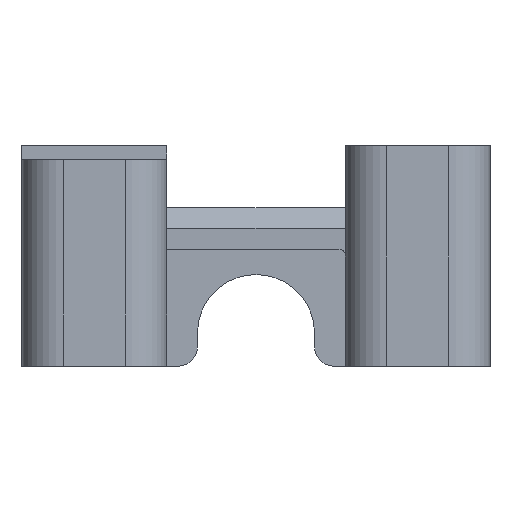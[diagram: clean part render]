
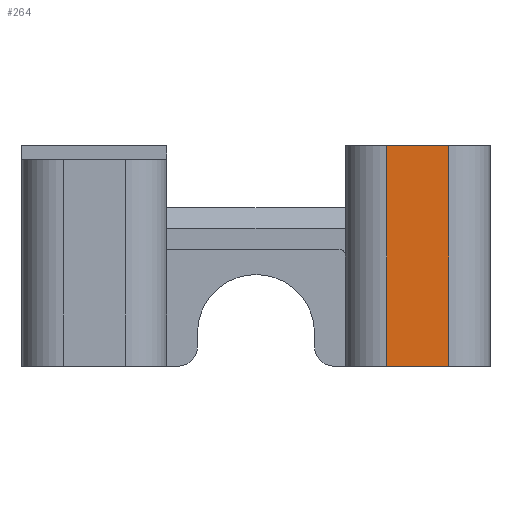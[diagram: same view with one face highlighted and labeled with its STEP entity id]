
A CAD part, front view. The second image highlights one B-rep face of the part: STEP entity #264.
In plain terms, the highlighted planar face has unit normal (0, -1, 0).
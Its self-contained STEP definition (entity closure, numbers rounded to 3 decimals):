
#264=ADVANCED_FACE('',(#399),#338,.T.);
#338=PLANE('',#3150);
#399=FACE_OUTER_BOUND('',#516,.T.);
#516=EDGE_LOOP('',(#926,#927,#928,#929));
#926=ORIENTED_EDGE('',*,*,#1429,.T.);
#927=ORIENTED_EDGE('',*,*,#1428,.T.);
#928=ORIENTED_EDGE('',*,*,#1377,.F.);
#929=ORIENTED_EDGE('',*,*,#1430,.T.);
#1168=VERTEX_POINT('',#4363);
#1169=VERTEX_POINT('',#4365);
#1201=VERTEX_POINT('',#4461);
#1203=VERTEX_POINT('',#4467);
#1377=EDGE_CURVE('',#1168,#1169,#2067,.T.);
#1428=EDGE_CURVE('',#1201,#1169,#2104,.T.);
#1429=EDGE_CURVE('',#1203,#1201,#2105,.T.);
#1430=EDGE_CURVE('',#1168,#1203,#2106,.T.);
#2067=LINE('',#4364,#2338);
#2104=LINE('',#4464,#2375);
#2105=LINE('',#4466,#2376);
#2106=LINE('',#4468,#2377);
#2338=VECTOR('',#3617,1.);
#2375=VECTOR('',#3712,1.);
#2376=VECTOR('',#3715,1.);
#2377=VECTOR('',#3716,1.);
#3150=AXIS2_PLACEMENT_3D('',#4469,#3717,#3718);
#3617=DIRECTION('',(-1.,0.,0.));
#3712=DIRECTION('',(0.,0.,-1.));
#3715=DIRECTION('',(-1.,0.,0.));
#3716=DIRECTION('',(0.,0.,1.));
#3717=DIRECTION('',(0.,-1.,0.));
#3718=DIRECTION('',(1.,0.,0.));
#4363=CARTESIAN_POINT('',(14.,-37.5,0.));
#4364=CARTESIAN_POINT('',(5.075,-37.5,0.));
#4365=CARTESIAN_POINT('',(9.5,-37.5,0.));
#4461=CARTESIAN_POINT('',(9.5,-37.5,16.));
#4464=CARTESIAN_POINT('',(9.5,-37.5,15.5));
#4466=CARTESIAN_POINT('',(9.5,-37.5,16.));
#4467=CARTESIAN_POINT('',(14.,-37.5,16.));
#4468=CARTESIAN_POINT('',(14.,-37.5,0.5));
#4469=CARTESIAN_POINT('',(9.5,-37.5,0.));
